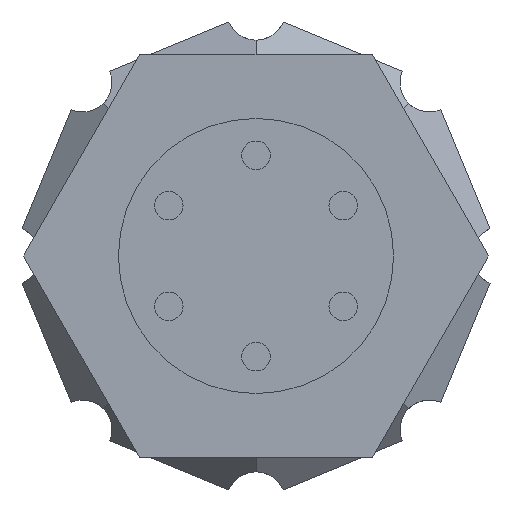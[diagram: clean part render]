
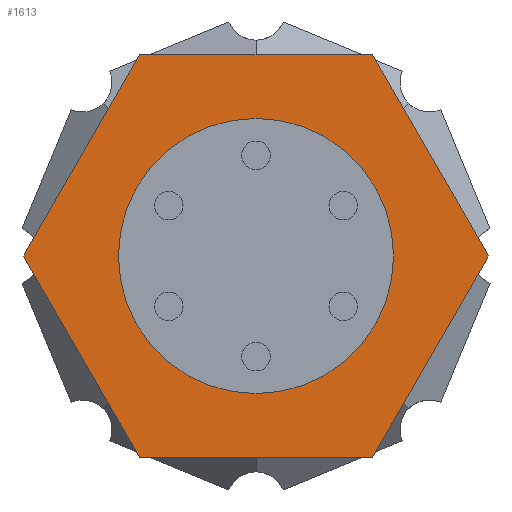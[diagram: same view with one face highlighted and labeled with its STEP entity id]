
A CAD part, front view. The second image highlights one B-rep face of the part: STEP entity #1613.
In plain terms, the highlighted planar face has unit normal (0, -1, 0).
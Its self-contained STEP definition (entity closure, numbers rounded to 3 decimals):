
#75 = FACE_BOUND ( 'NONE', #3947, .T. ) ;
#276 = CARTESIAN_POINT ( 'NONE',  ( -13.856, -12., 0. ) ) ;
#373 = ORIENTED_EDGE ( 'NONE', *, *, #2456, .T. ) ;
#447 = VERTEX_POINT ( 'NONE', #923 ) ;
#548 = VERTEX_POINT ( 'NONE', #2744 ) ;
#571 = VERTEX_POINT ( 'NONE', #2761 ) ;
#582 = ORIENTED_EDGE ( 'NONE', *, *, #3821, .T. ) ;
#644 = VECTOR ( 'NONE', #3209, 1000. ) ;
#645 = DIRECTION ( 'NONE',  ( 0., -1., 0. ) ) ;
#685 = CARTESIAN_POINT ( 'NONE',  ( 0., -12., -8.2 ) ) ;
#708 = LINE ( 'NONE', #2895, #4175 ) ;
#793 = DIRECTION ( 'NONE',  ( -0.5, 0., -0.866 ) ) ;
#923 = CARTESIAN_POINT ( 'NONE',  ( -6.928, -12., -12. ) ) ;
#1144 = PLANE ( 'NONE',  #1737 ) ;
#1217 = ORIENTED_EDGE ( 'NONE', *, *, #4421, .F. ) ;
#1240 = CARTESIAN_POINT ( 'NONE',  ( 0., -12., 0. ) ) ;
#1369 = VERTEX_POINT ( 'NONE', #1775 ) ;
#1461 = VERTEX_POINT ( 'NONE', #276 ) ;
#1467 = CARTESIAN_POINT ( 'NONE',  ( 0., -12., 8.2 ) ) ;
#1506 = VERTEX_POINT ( 'NONE', #685 ) ;
#1511 = VERTEX_POINT ( 'NONE', #1467 ) ;
#1513 = VECTOR ( 'NONE', #4068, 1000. ) ;
#1533 = VERTEX_POINT ( 'NONE', #3746 ) ;
#1574 = VECTOR ( 'NONE', #3873, 1000. ) ;
#1613 = ADVANCED_FACE ( 'NONE', ( #75, #3671 ), #1144, .T. ) ;
#1644 = DIRECTION ( 'NONE',  ( 0., 0., -1. ) ) ;
#1737 = AXIS2_PLACEMENT_3D ( 'NONE', #2224, #1978, #4172 ) ;
#1775 = CARTESIAN_POINT ( 'NONE',  ( -6.928, -12., 12. ) ) ;
#1819 = VECTOR ( 'NONE', #4009, 1000. ) ;
#1820 = CARTESIAN_POINT ( 'NONE',  ( 6.928, -12., -12. ) ) ;
#1841 = ORIENTED_EDGE ( 'NONE', *, *, #3324, .T. ) ;
#1978 = DIRECTION ( 'NONE',  ( 0., -1., 0. ) ) ;
#1996 = CARTESIAN_POINT ( 'NONE',  ( -6.928, -12., -12. ) ) ;
#2108 = LINE ( 'NONE', #2564, #3680 ) ;
#2195 = CARTESIAN_POINT ( 'NONE',  ( -13.856, -12., 0. ) ) ;
#2224 = CARTESIAN_POINT ( 'NONE',  ( 0., -12., 0. ) ) ;
#2408 = LINE ( 'NONE', #2195, #1513 ) ;
#2456 = EDGE_CURVE ( 'NONE', #548, #571, #4224, .T. ) ;
#2483 = ORIENTED_EDGE ( 'NONE', *, *, #3315, .F. ) ;
#2564 = CARTESIAN_POINT ( 'NONE',  ( 13.856, -12., 0. ) ) ;
#2632 = EDGE_LOOP ( 'NONE', ( #582, #3792, #2737, #1841, #373, #2881 ) ) ;
#2672 = EDGE_CURVE ( 'NONE', #1369, #1461, #708, .T. ) ;
#2737 = ORIENTED_EDGE ( 'NONE', *, *, #3080, .T. ) ;
#2744 = CARTESIAN_POINT ( 'NONE',  ( 6.928, -12., -12. ) ) ;
#2761 = CARTESIAN_POINT ( 'NONE',  ( 13.856, -12., 0. ) ) ;
#2774 = CARTESIAN_POINT ( 'NONE',  ( 0., -12., 0. ) ) ;
#2837 = CIRCLE ( 'NONE', #4024, 8.2 ) ;
#2881 = ORIENTED_EDGE ( 'NONE', *, *, #3182, .T. ) ;
#2895 = CARTESIAN_POINT ( 'NONE',  ( -6.928, -12., 12. ) ) ;
#2903 = CARTESIAN_POINT ( 'NONE',  ( 6.928, -12., 12. ) ) ;
#3075 = DIRECTION ( 'NONE',  ( 0., 0., -1. ) ) ;
#3080 = EDGE_CURVE ( 'NONE', #1461, #447, #2408, .T. ) ;
#3182 = EDGE_CURVE ( 'NONE', #571, #1533, #2108, .T. ) ;
#3209 = DIRECTION ( 'NONE',  ( -1., 0., 0. ) ) ;
#3315 = EDGE_CURVE ( 'NONE', #1506, #1511, #4124, .T. ) ;
#3324 = EDGE_CURVE ( 'NONE', #447, #548, #4021, .T. ) ;
#3389 = LINE ( 'NONE', #2903, #644 ) ;
#3487 = DIRECTION ( 'NONE',  ( -0.5, 0., 0.866 ) ) ;
#3544 = DIRECTION ( 'NONE',  ( 0., -1., 0. ) ) ;
#3671 = FACE_OUTER_BOUND ( 'NONE', #2632, .T. ) ;
#3680 = VECTOR ( 'NONE', #3487, 1000. ) ;
#3746 = CARTESIAN_POINT ( 'NONE',  ( 6.928, -12., 12. ) ) ;
#3792 = ORIENTED_EDGE ( 'NONE', *, *, #2672, .T. ) ;
#3821 = EDGE_CURVE ( 'NONE', #1533, #1369, #3389, .T. ) ;
#3873 = DIRECTION ( 'NONE',  ( 1., 0., 0. ) ) ;
#3887 = AXIS2_PLACEMENT_3D ( 'NONE', #1240, #3544, #1644 ) ;
#3947 = EDGE_LOOP ( 'NONE', ( #2483, #1217 ) ) ;
#4009 = DIRECTION ( 'NONE',  ( 0.5, 0., 0.866 ) ) ;
#4021 = LINE ( 'NONE', #1996, #1574 ) ;
#4024 = AXIS2_PLACEMENT_3D ( 'NONE', #2774, #645, #3075 ) ;
#4068 = DIRECTION ( 'NONE',  ( 0.5, 0., -0.866 ) ) ;
#4124 = CIRCLE ( 'NONE', #3887, 8.2 ) ;
#4172 = DIRECTION ( 'NONE',  ( 0., 0., -1. ) ) ;
#4175 = VECTOR ( 'NONE', #793, 1000. ) ;
#4224 = LINE ( 'NONE', #1820, #1819 ) ;
#4421 = EDGE_CURVE ( 'NONE', #1511, #1506, #2837, .T. ) ;
